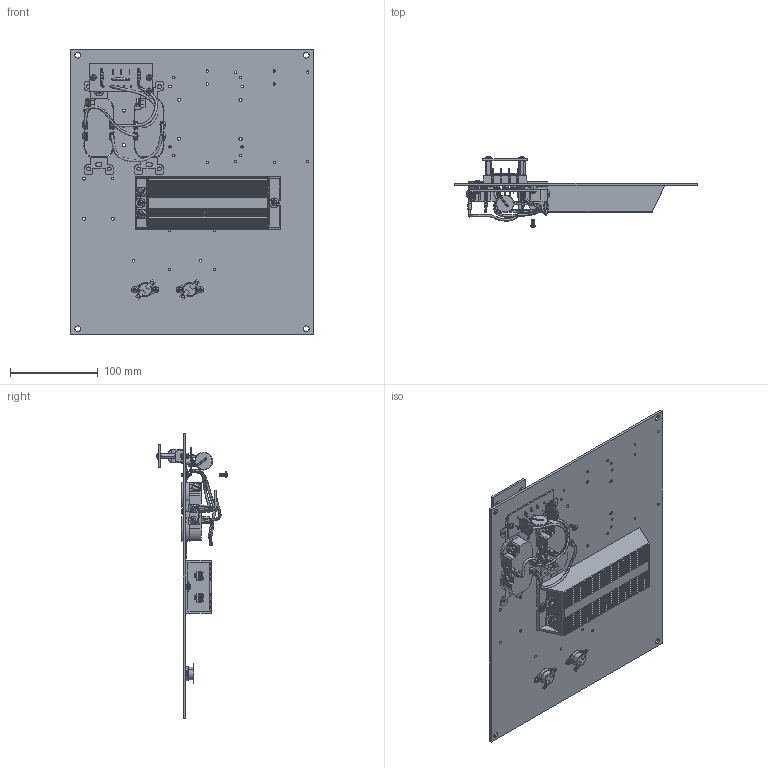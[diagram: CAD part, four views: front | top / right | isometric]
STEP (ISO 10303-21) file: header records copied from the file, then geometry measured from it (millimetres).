
FILE_DESCRIPTION (( 'STEP AP214' ), '1' );
FILE_NAME ('NB14-RP1HF.STEP', '2013-08-05T18:22:51', ( 'L-Com' ), ( 'L-Com Global Connectivity' ), 'SwSTEP 2.0', 'SolidWorks 2012', '' );
FILE_SCHEMA (( 'AUTOMOTIVE_DESIGN' ));
Length unit declared in the file: inch
Products named in the file (21): XMH-0005; XLBL-F704-UL_With Actual Text; 1AW05-083_With Actual Text; 1AW05-082_With Actual Text; XFS-0031; XMH-0006; XFW-0004; XHIC-HTR110; 3D-Route Pattern_outlet wires; XFN-0022; X-ASSY-HYP285-1; XERZ-V20D241; X-PCB-HYP285; XF797-02; XFS-0017; XMH-0010; XFN-0013; XCTB-0002; XCT-0010; XF451-01; NB14-RP1HF
Assembly tree (46 placements, depth 3):
  NB14-RP1HF
    XF451-01
    XCT-0010  x6
    XCTB-0002
    XFN-0013  x2
    XMH-0010  x2
    XFS-0017  x11
    XF797-02
    X-ASSY-HYP285-1
      X-PCB-HYP285
      XERZ-V20D241  x3
    XFN-0022  x2
    3D-Route Pattern_outlet wires
    XHIC-HTR110
    XFW-0004  x4
    XMH-0006
    XFS-0031  x4
    1AW05-082_With Actual Text
    1AW05-083_With Actual Text
    XLBL-F704-UL_With Actual Text
    XMH-0005
Bounding box: 275.59 x 80.42 x 323.85 mm (x, y, z)
Volume: 581331.1 mm3; surface area: 272575.2 mm2
Topology: 48 solids, 48 shells, 3823 faces, 9731 edges, 6134 vertices
Faces by surface type: plane 1695, cylinder 924, cone 610, bspline 330, torus 231, sphere 33
Entity records: 104961 total; most frequent: CARTESIAN_POINT 33721, ORIENTED_EDGE 11508, DIRECTION 10116, EDGE_CURVE 5754, VERTEX_POINT 3706, LINE 3456, VECTOR 3456, AXIS2_PLACEMENT_3D 3330
